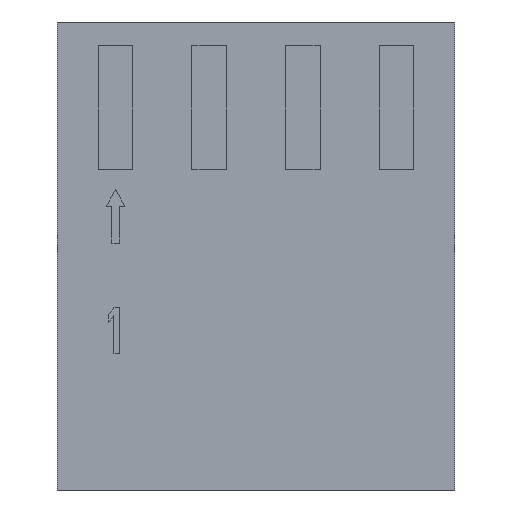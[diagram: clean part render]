
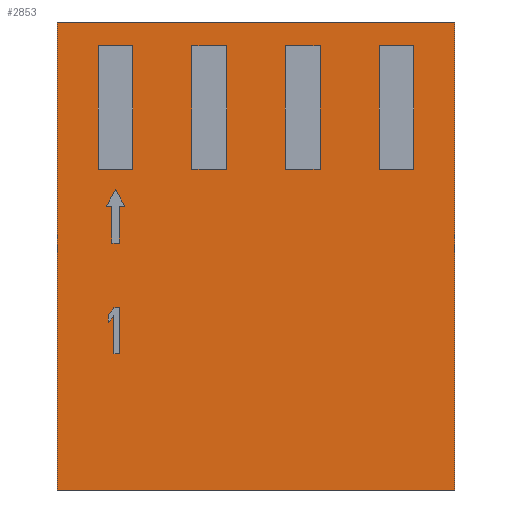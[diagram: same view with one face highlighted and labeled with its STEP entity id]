
A CAD part, front view. The second image highlights one B-rep face of the part: STEP entity #2853.
In plain terms, the highlighted planar face has unit normal (0, -1, 0).
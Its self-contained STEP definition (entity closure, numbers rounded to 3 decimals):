
#29=DIRECTION('',(1.,0.,0.));
#30=VECTOR('',#29,10.8);
#31=CARTESIAN_POINT('',(-5.4,0.,6.35));
#32=LINE('',#31,#30);
#209=DIRECTION('',(0.,0.,-1.));
#210=VECTOR('',#209,12.7);
#211=CARTESIAN_POINT('',(-5.4,0.,6.35));
#212=LINE('',#211,#210);
#213=DIRECTION('',(0.,0.,1.));
#214=VECTOR('',#213,3.36);
#215=CARTESIAN_POINT('',(-4.28,0.,2.35));
#216=LINE('',#215,#214);
#217=DIRECTION('',(1.,0.,0.));
#218=VECTOR('',#217,0.94);
#219=CARTESIAN_POINT('',(-4.28,0.,2.35));
#220=LINE('',#219,#218);
#221=DIRECTION('',(0.,0.,1.));
#222=VECTOR('',#221,3.36);
#223=CARTESIAN_POINT('',(-3.34,0.,2.35));
#224=LINE('',#223,#222);
#225=DIRECTION('',(1.,0.,0.));
#226=VECTOR('',#225,0.94);
#227=CARTESIAN_POINT('',(-4.28,0.,5.71));
#228=LINE('',#227,#226);
#229=DIRECTION('',(0.,0.,1.));
#230=VECTOR('',#229,3.36);
#231=CARTESIAN_POINT('',(-1.74,0.,2.35));
#232=LINE('',#231,#230);
#233=DIRECTION('',(1.,0.,0.));
#234=VECTOR('',#233,0.94);
#235=CARTESIAN_POINT('',(-1.74,0.,2.35));
#236=LINE('',#235,#234);
#237=DIRECTION('',(0.,0.,1.));
#238=VECTOR('',#237,3.36);
#239=CARTESIAN_POINT('',(-0.8,0.,2.35));
#240=LINE('',#239,#238);
#241=DIRECTION('',(1.,0.,0.));
#242=VECTOR('',#241,0.94);
#243=CARTESIAN_POINT('',(-1.74,0.,5.71));
#244=LINE('',#243,#242);
#245=DIRECTION('',(0.,0.,1.));
#246=VECTOR('',#245,3.36);
#247=CARTESIAN_POINT('',(0.8,0.,2.35));
#248=LINE('',#247,#246);
#249=DIRECTION('',(1.,0.,0.));
#250=VECTOR('',#249,0.94);
#251=CARTESIAN_POINT('',(0.8,0.,2.35));
#252=LINE('',#251,#250);
#253=DIRECTION('',(0.,0.,1.));
#254=VECTOR('',#253,3.36);
#255=CARTESIAN_POINT('',(1.74,0.,2.35));
#256=LINE('',#255,#254);
#257=DIRECTION('',(1.,0.,0.));
#258=VECTOR('',#257,0.94);
#259=CARTESIAN_POINT('',(0.8,0.,5.71));
#260=LINE('',#259,#258);
#261=DIRECTION('',(0.,0.,1.));
#262=VECTOR('',#261,3.36);
#263=CARTESIAN_POINT('',(3.34,0.,2.35));
#264=LINE('',#263,#262);
#265=DIRECTION('',(1.,0.,0.));
#266=VECTOR('',#265,0.94);
#267=CARTESIAN_POINT('',(3.34,0.,2.35));
#268=LINE('',#267,#266);
#269=DIRECTION('',(0.,0.,1.));
#270=VECTOR('',#269,3.36);
#271=CARTESIAN_POINT('',(4.28,0.,2.35));
#272=LINE('',#271,#270);
#273=DIRECTION('',(1.,0.,0.));
#274=VECTOR('',#273,0.94);
#275=CARTESIAN_POINT('',(3.34,0.,5.71));
#276=LINE('',#275,#274);
#277=DIRECTION('',(0.,0.,1.));
#278=VECTOR('',#277,1.25);
#279=CARTESIAN_POINT('',(-3.698,0.,-2.65));
#280=LINE('',#279,#278);
#281=DIRECTION('',(-1.,0.,0.));
#282=VECTOR('',#281,0.156);
#283=CARTESIAN_POINT('',(-3.698,0.,-1.4));
#284=LINE('',#283,#282);
#285=DIRECTION('',(-0.643,0.,-0.766));
#286=VECTOR('',#285,0.243);
#287=CARTESIAN_POINT('',(-3.854,0.,-1.4));
#288=LINE('',#287,#286);
#289=DIRECTION('',(0.,0.,-1.));
#290=VECTOR('',#289,0.213);
#291=CARTESIAN_POINT('',(-4.01,0.,-1.586));
#292=LINE('',#291,#290);
#293=DIRECTION('',(0.643,0.,0.766));
#294=VECTOR('',#293,0.243);
#295=CARTESIAN_POINT('',(-4.01,0.,-1.799));
#296=LINE('',#295,#294);
#297=DIRECTION('',(0.,0.,-1.));
#298=VECTOR('',#297,1.037);
#299=CARTESIAN_POINT('',(-3.854,0.,-1.613));
#300=LINE('',#299,#298);
#301=DIRECTION('',(1.,0.,0.));
#302=VECTOR('',#301,0.156);
#303=CARTESIAN_POINT('',(-3.854,0.,-2.65));
#304=LINE('',#303,#302);
#305=DIRECTION('',(-0.486,0.,-0.874));
#306=VECTOR('',#305,0.515);
#307=CARTESIAN_POINT('',(-3.81,0.,1.8));
#308=LINE('',#307,#306);
#309=DIRECTION('',(1.,0.,0.));
#310=VECTOR('',#309,0.15);
#311=CARTESIAN_POINT('',(-4.06,0.,1.35));
#312=LINE('',#311,#310);
#313=DIRECTION('',(0.,0.,-1.));
#314=VECTOR('',#313,1.);
#315=CARTESIAN_POINT('',(-3.91,0.,1.35));
#316=LINE('',#315,#314);
#317=DIRECTION('',(1.,0.,0.));
#318=VECTOR('',#317,0.2);
#319=CARTESIAN_POINT('',(-3.91,0.,0.35));
#320=LINE('',#319,#318);
#321=DIRECTION('',(0.,0.,1.));
#322=VECTOR('',#321,1.);
#323=CARTESIAN_POINT('',(-3.71,0.,0.35));
#324=LINE('',#323,#322);
#325=DIRECTION('',(1.,0.,0.));
#326=VECTOR('',#325,0.15);
#327=CARTESIAN_POINT('',(-3.71,0.,1.35));
#328=LINE('',#327,#326);
#329=DIRECTION('',(-0.486,0.,0.874));
#330=VECTOR('',#329,0.515);
#331=CARTESIAN_POINT('',(-3.56,0.,1.35));
#332=LINE('',#331,#330);
#333=DIRECTION('',(0.,0.,-1.));
#334=VECTOR('',#333,12.7);
#335=CARTESIAN_POINT('',(5.4,0.,6.35));
#336=LINE('',#335,#334);
#337=DIRECTION('',(1.,0.,0.));
#338=VECTOR('',#337,10.8);
#339=CARTESIAN_POINT('',(-5.4,0.,-6.35));
#340=LINE('',#339,#338);
#1905=CARTESIAN_POINT('',(-5.4,0.,6.35));
#1906=CARTESIAN_POINT('',(5.4,0.,6.35));
#1907=VERTEX_POINT('',#1905);
#1908=VERTEX_POINT('',#1906);
#1913=CARTESIAN_POINT('',(-5.4,0.,-6.35));
#1914=CARTESIAN_POINT('',(5.4,0.,-6.35));
#1915=VERTEX_POINT('',#1913);
#1916=VERTEX_POINT('',#1914);
#1969=CARTESIAN_POINT('',(-4.28,0.,2.35));
#1970=CARTESIAN_POINT('',(-4.28,0.,5.71));
#1971=VERTEX_POINT('',#1969);
#1972=VERTEX_POINT('',#1970);
#1973=CARTESIAN_POINT('',(-3.34,0.,2.35));
#1974=CARTESIAN_POINT('',(-3.34,0.,5.71));
#1975=VERTEX_POINT('',#1973);
#1976=VERTEX_POINT('',#1974);
#2083=CARTESIAN_POINT('',(-3.698,0.,-2.65));
#2084=CARTESIAN_POINT('',(-3.698,0.,-1.4));
#2085=VERTEX_POINT('',#2083);
#2086=VERTEX_POINT('',#2084);
#2087=CARTESIAN_POINT('',(-3.854,0.,-1.4));
#2088=VERTEX_POINT('',#2087);
#2089=CARTESIAN_POINT('',(-4.01,0.,-1.586));
#2090=VERTEX_POINT('',#2089);
#2091=CARTESIAN_POINT('',(-4.01,0.,-1.799));
#2092=VERTEX_POINT('',#2091);
#2093=CARTESIAN_POINT('',(-3.854,0.,-1.613));
#2094=VERTEX_POINT('',#2093);
#2095=CARTESIAN_POINT('',(-3.854,0.,-2.65));
#2096=VERTEX_POINT('',#2095);
#2111=CARTESIAN_POINT('',(-3.81,0.,1.8));
#2112=CARTESIAN_POINT('',(-4.06,0.,1.35));
#2113=VERTEX_POINT('',#2111);
#2114=VERTEX_POINT('',#2112);
#2115=CARTESIAN_POINT('',(-3.91,0.,1.35));
#2116=VERTEX_POINT('',#2115);
#2117=CARTESIAN_POINT('',(-3.91,0.,0.35));
#2118=VERTEX_POINT('',#2117);
#2119=CARTESIAN_POINT('',(-3.71,0.,0.35));
#2120=VERTEX_POINT('',#2119);
#2121=CARTESIAN_POINT('',(-3.71,0.,1.35));
#2122=VERTEX_POINT('',#2121);
#2123=CARTESIAN_POINT('',(-3.56,0.,1.35));
#2124=VERTEX_POINT('',#2123);
#2133=CARTESIAN_POINT('',(-1.74,0.,2.35));
#2134=CARTESIAN_POINT('',(-1.74,0.,5.71));
#2135=VERTEX_POINT('',#2133);
#2136=VERTEX_POINT('',#2134);
#2137=CARTESIAN_POINT('',(-0.8,0.,2.35));
#2138=CARTESIAN_POINT('',(-0.8,0.,5.71));
#2139=VERTEX_POINT('',#2137);
#2140=VERTEX_POINT('',#2138);
#2149=CARTESIAN_POINT('',(0.8,0.,2.35));
#2150=CARTESIAN_POINT('',(0.8,0.,5.71));
#2151=VERTEX_POINT('',#2149);
#2152=VERTEX_POINT('',#2150);
#2153=CARTESIAN_POINT('',(1.74,0.,2.35));
#2154=CARTESIAN_POINT('',(1.74,0.,5.71));
#2155=VERTEX_POINT('',#2153);
#2156=VERTEX_POINT('',#2154);
#2165=CARTESIAN_POINT('',(3.34,0.,2.35));
#2166=CARTESIAN_POINT('',(3.34,0.,5.71));
#2167=VERTEX_POINT('',#2165);
#2168=VERTEX_POINT('',#2166);
#2169=CARTESIAN_POINT('',(4.28,0.,2.35));
#2170=CARTESIAN_POINT('',(4.28,0.,5.71));
#2171=VERTEX_POINT('',#2169);
#2172=VERTEX_POINT('',#2170);
#2768=CARTESIAN_POINT('',(-5.4,0.,6.35));
#2769=DIRECTION('',(0.,-1.,0.));
#2770=DIRECTION('',(1.,0.,0.));
#2771=AXIS2_PLACEMENT_3D('',#2768,#2769,#2770);
#2772=PLANE('',#2771);
#2773=ORIENTED_EDGE('',*,*,#2532,.T.);
#2775=ORIENTED_EDGE('',*,*,#2774,.T.);
#2777=ORIENTED_EDGE('',*,*,#2776,.F.);
#2778=ORIENTED_EDGE('',*,*,#2760,.F.);
#2779=EDGE_LOOP('',(#2773,#2775,#2777,#2778));
#2780=FACE_OUTER_BOUND('',#2779,.F.);
#2782=ORIENTED_EDGE('',*,*,#2781,.F.);
#2784=ORIENTED_EDGE('',*,*,#2783,.T.);
#2786=ORIENTED_EDGE('',*,*,#2785,.T.);
#2788=ORIENTED_EDGE('',*,*,#2787,.F.);
#2789=EDGE_LOOP('',(#2782,#2784,#2786,#2788));
#2790=FACE_BOUND('',#2789,.F.);
#2792=ORIENTED_EDGE('',*,*,#2791,.F.);
#2794=ORIENTED_EDGE('',*,*,#2793,.T.);
#2796=ORIENTED_EDGE('',*,*,#2795,.T.);
#2798=ORIENTED_EDGE('',*,*,#2797,.F.);
#2799=EDGE_LOOP('',(#2792,#2794,#2796,#2798));
#2800=FACE_BOUND('',#2799,.F.);
#2802=ORIENTED_EDGE('',*,*,#2801,.F.);
#2804=ORIENTED_EDGE('',*,*,#2803,.T.);
#2806=ORIENTED_EDGE('',*,*,#2805,.T.);
#2808=ORIENTED_EDGE('',*,*,#2807,.F.);
#2809=EDGE_LOOP('',(#2802,#2804,#2806,#2808));
#2810=FACE_BOUND('',#2809,.F.);
#2812=ORIENTED_EDGE('',*,*,#2811,.F.);
#2814=ORIENTED_EDGE('',*,*,#2813,.T.);
#2816=ORIENTED_EDGE('',*,*,#2815,.T.);
#2818=ORIENTED_EDGE('',*,*,#2817,.F.);
#2819=EDGE_LOOP('',(#2812,#2814,#2816,#2818));
#2820=FACE_BOUND('',#2819,.F.);
#2822=ORIENTED_EDGE('',*,*,#2821,.T.);
#2824=ORIENTED_EDGE('',*,*,#2823,.T.);
#2826=ORIENTED_EDGE('',*,*,#2825,.T.);
#2828=ORIENTED_EDGE('',*,*,#2827,.T.);
#2830=ORIENTED_EDGE('',*,*,#2829,.T.);
#2832=ORIENTED_EDGE('',*,*,#2831,.T.);
#2834=ORIENTED_EDGE('',*,*,#2833,.T.);
#2835=EDGE_LOOP('',(#2822,#2824,#2826,#2828,#2830,#2832,#2834));
#2836=FACE_BOUND('',#2835,.F.);
#2838=ORIENTED_EDGE('',*,*,#2837,.T.);
#2840=ORIENTED_EDGE('',*,*,#2839,.T.);
#2842=ORIENTED_EDGE('',*,*,#2841,.T.);
#2844=ORIENTED_EDGE('',*,*,#2843,.T.);
#2846=ORIENTED_EDGE('',*,*,#2845,.T.);
#2848=ORIENTED_EDGE('',*,*,#2847,.T.);
#2850=ORIENTED_EDGE('',*,*,#2849,.T.);
#2851=EDGE_LOOP('',(#2838,#2840,#2842,#2844,#2846,#2848,#2850));
#2852=FACE_BOUND('',#2851,.F.);
#2853=ADVANCED_FACE('',(#2780,#2790,#2800,#2810,#2820,#2836,#2852),#2772,.T.);
#2532=EDGE_CURVE('',#1907,#1908,#32,.T.);
#2760=EDGE_CURVE('',#1907,#1915,#212,.T.);
#2774=EDGE_CURVE('',#1908,#1916,#336,.T.);
#2776=EDGE_CURVE('',#1915,#1916,#340,.T.);
#2781=EDGE_CURVE('',#1971,#1972,#216,.T.);
#2783=EDGE_CURVE('',#1971,#1975,#220,.T.);
#2785=EDGE_CURVE('',#1975,#1976,#224,.T.);
#2787=EDGE_CURVE('',#1972,#1976,#228,.T.);
#2791=EDGE_CURVE('',#2135,#2136,#232,.T.);
#2793=EDGE_CURVE('',#2135,#2139,#236,.T.);
#2795=EDGE_CURVE('',#2139,#2140,#240,.T.);
#2797=EDGE_CURVE('',#2136,#2140,#244,.T.);
#2801=EDGE_CURVE('',#2151,#2152,#248,.T.);
#2803=EDGE_CURVE('',#2151,#2155,#252,.T.);
#2805=EDGE_CURVE('',#2155,#2156,#256,.T.);
#2807=EDGE_CURVE('',#2152,#2156,#260,.T.);
#2811=EDGE_CURVE('',#2167,#2168,#264,.T.);
#2813=EDGE_CURVE('',#2167,#2171,#268,.T.);
#2815=EDGE_CURVE('',#2171,#2172,#272,.T.);
#2817=EDGE_CURVE('',#2168,#2172,#276,.T.);
#2821=EDGE_CURVE('',#2085,#2086,#280,.T.);
#2823=EDGE_CURVE('',#2086,#2088,#284,.T.);
#2825=EDGE_CURVE('',#2088,#2090,#288,.T.);
#2827=EDGE_CURVE('',#2090,#2092,#292,.T.);
#2829=EDGE_CURVE('',#2092,#2094,#296,.T.);
#2831=EDGE_CURVE('',#2094,#2096,#300,.T.);
#2833=EDGE_CURVE('',#2096,#2085,#304,.T.);
#2837=EDGE_CURVE('',#2113,#2114,#308,.T.);
#2839=EDGE_CURVE('',#2114,#2116,#312,.T.);
#2841=EDGE_CURVE('',#2116,#2118,#316,.T.);
#2843=EDGE_CURVE('',#2118,#2120,#320,.T.);
#2845=EDGE_CURVE('',#2120,#2122,#324,.T.);
#2847=EDGE_CURVE('',#2122,#2124,#328,.T.);
#2849=EDGE_CURVE('',#2124,#2113,#332,.T.);
